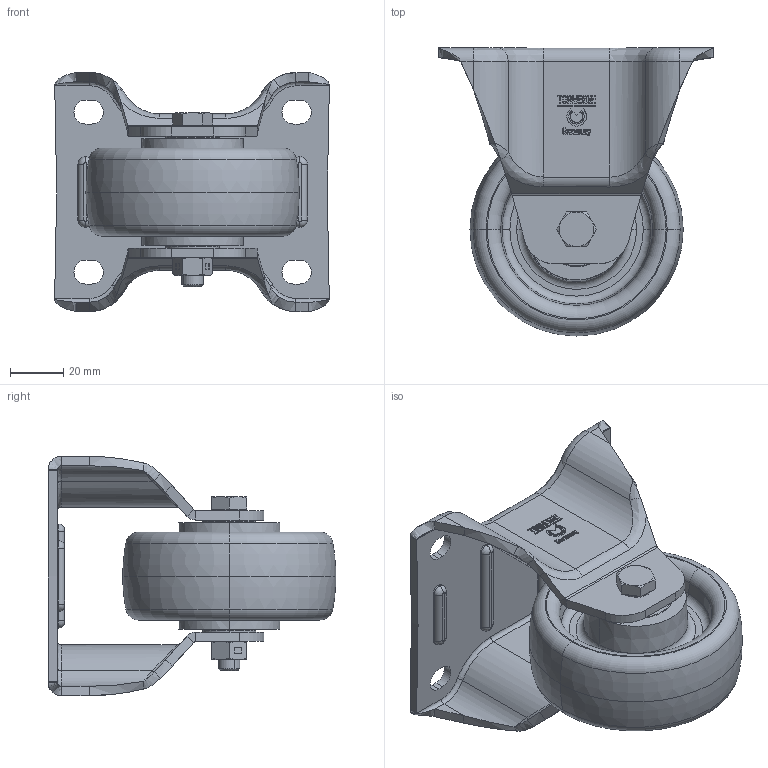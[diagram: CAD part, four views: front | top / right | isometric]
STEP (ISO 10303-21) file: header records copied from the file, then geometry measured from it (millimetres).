
FILE_DESCRIPTION (( 'STEP AP214' ), '1' );
FILE_NAME ('0021083BL.step', '2025-10-13T11:59:45', ( '' ), ( '' ), 'SwSTEP 2.0', 'SolidWorks 2020', '' );
FILE_SCHEMA (( 'AUTOMOTIVE_DESIGN' ));
Length unit declared in the file: millimetre
Products named in the file (1): 0021083BL
Bounding box: 103.04 x 108 x 89.74 mm (x, y, z)
Volume: 191267.7 mm3; surface area: 80095.5 mm2
Topology: 17 solids, 17 shells, 743 faces, 1779 edges, 1108 vertices
Faces by surface type: plane 337, cylinder 224, torus 83, bspline 63, cone 36
Entity records: 40519 total; most frequent: CARTESIAN_POINT 15139, ORIENTED_EDGE 3558, DIRECTION 3474, EDGE_CURVE 1779, AXIS2_PLACEMENT_3D 1236, VERTEX_POINT 1108, VECTOR 1002, LINE 1002
